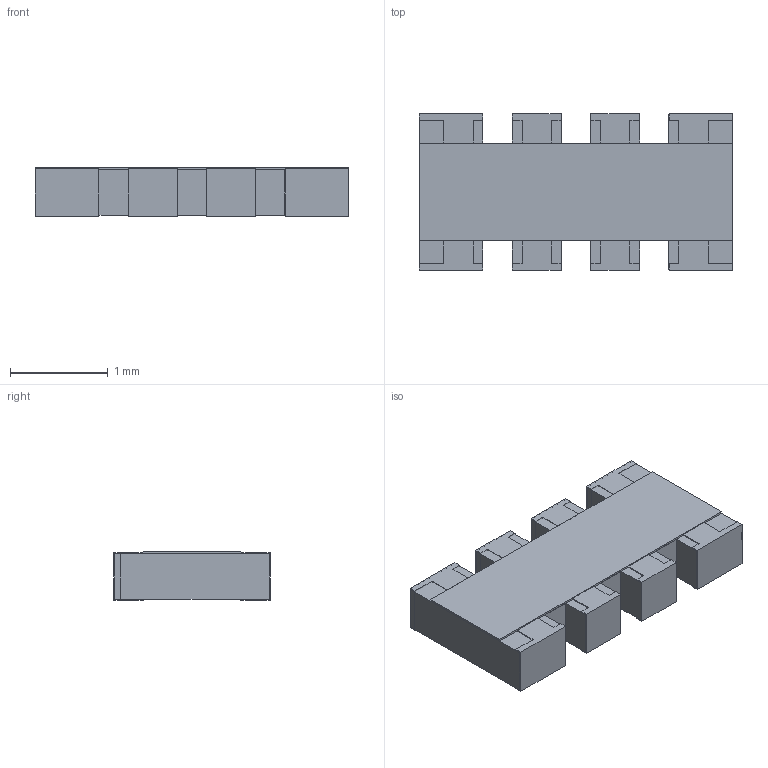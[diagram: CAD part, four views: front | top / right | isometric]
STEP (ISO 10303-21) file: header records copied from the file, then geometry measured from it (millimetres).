
FILE_DESCRIPTION(/* description */ ('Designed by EasyEDA Pro'),/* implementation_level */ '2;1');
FILE_NAME(/* name */ 'RESCA0603x4.step',/* time_stamp */ '2025-10-22T18:24:05+08:00',/* author */ ('11208'),/* organization */ ('Open CASCADE'),/* preprocessor_version */ 'ST-DEVELOPER v20',/* originating_system */ 'Autodesk Inventor 2025',/* authorisation */ 'Unknown');
FILE_SCHEMA (('AUTOMOTIVE_DESIGN { 1 0 10303 214 3 1 1 }'));
Length unit declared in the file: millimetre
Products named in the file (3): EasyEDA PCB Model~RaBK; RN1~RES-ARRAY-SMD_0603-8P-L3.2-W1.6-BL~R0603-8P_L3.2-W1.6-H0.6~RaBK; RES-ARRAY-SMD_0603-8P-L3.2-W1.6-BL~R0603-8P_L3.2-W1.6-H0.6~RaBK
Assembly tree (2 placements, depth 3):
  EasyEDA PCB Model~RaBK
    RN1~RES-ARRAY-SMD_0603-8P-L3.2-W1.6-BL~R0603-8P_L3.2-W1.6-H0.6~RaBK
      RES-ARRAY-SMD_0603-8P-L3.2-W1.6-BL~R0603-8P_L3.2-W1.6-H0.6~RaBK
Bounding box: 3.2 x 1.6 x 0.5 mm (x, y, z)
Volume: 2.4 mm3; surface area: 26.3 mm2
Topology: 6 solids, 6 shells, 360 faces, 987 edges, 658 vertices
Faces by surface type: plane 262, bspline 98
Entity records: 12233 total; most frequent: CARTESIAN_POINT 3066, ORIENTED_EDGE 1974, DIRECTION 1489, EDGE_CURVE 987, LINE 791, VECTOR 791, VERTEX_POINT 658, EDGE_LOOP 379
